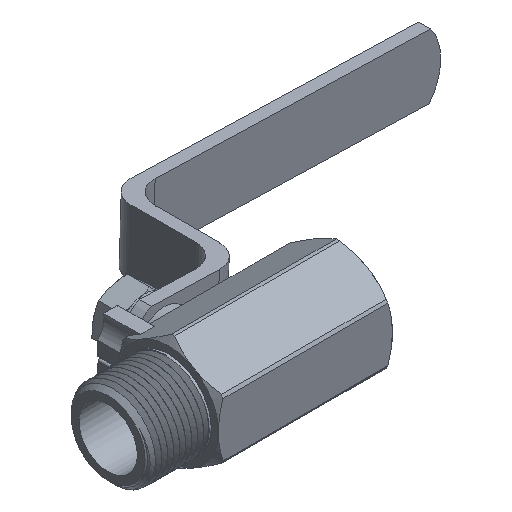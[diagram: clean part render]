
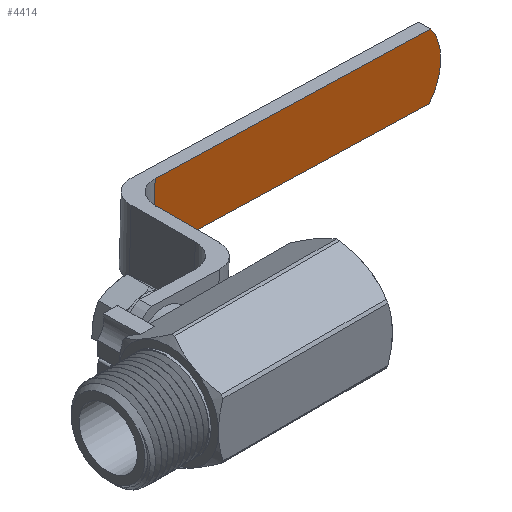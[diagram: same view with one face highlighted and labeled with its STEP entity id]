
A CAD part, isometric view. The second image highlights one B-rep face of the part: STEP entity #4414.
In plain terms, the highlighted planar face has unit normal (0, -1, 0).
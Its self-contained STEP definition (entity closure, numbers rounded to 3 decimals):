
#226=LINE('',#20869,#397);
#240=LINE('',#20912,#411);
#242=LINE('',#20915,#413);
#397=VECTOR('',#5569,1000.);
#411=VECTOR('',#5615,1000.);
#413=VECTOR('',#5619,1000.);
#542=PLANE('',#4770);
#689=CIRCLE('',#4733,13.);
#2223=ORIENTED_EDGE('',*,*,#2904,.F.);
#2224=ORIENTED_EDGE('',*,*,#2952,.F.);
#2225=ORIENTED_EDGE('',*,*,#2928,.T.);
#2226=ORIENTED_EDGE('',*,*,#2950,.T.);
#2904=EDGE_CURVE('',#3412,#3413,#689,.T.);
#2928=EDGE_CURVE('',#3428,#3427,#226,.T.);
#2950=EDGE_CURVE('',#3427,#3413,#240,.T.);
#2952=EDGE_CURVE('',#3428,#3412,#242,.T.);
#3412=VERTEX_POINT('',#20820);
#3413=VERTEX_POINT('',#20821);
#3427=VERTEX_POINT('',#20868);
#3428=VERTEX_POINT('',#20870);
#3907=EDGE_LOOP('',(#2223,#2224,#2225,#2226));
#4153=FACE_BOUND('',#3907,.T.);
#4414=ADVANCED_FACE('',(#4153),#542,.F.);
#4733=AXIS2_PLACEMENT_3D('',#20819,#5515,#5516);
#4770=AXIS2_PLACEMENT_3D('',#20917,#5621,#5622);
#5515=DIRECTION('',(0.,1.,0.));
#5516=DIRECTION('',(-1.,0.,0.03));
#5569=DIRECTION('',(-0.03,0.,-1.));
#5615=DIRECTION('',(1.,0.,-0.03));
#5619=DIRECTION('',(1.,0.,-0.03));
#5621=DIRECTION('',(0.,1.,0.));
#5622=DIRECTION('',(-1.,0.,0.03));
#20819=CARTESIAN_POINT('',(84.049,43.,-2.507));
#20820=CARTESIAN_POINT('',(94.53,43.,5.184));
#20821=CARTESIAN_POINT('',(94.053,43.,-10.809));
#20868=CARTESIAN_POINT('',(25.337,43.,-8.759));
#20869=CARTESIAN_POINT('',(25.814,43.,7.234));
#20870=CARTESIAN_POINT('',(25.814,43.,7.234));
#20912=CARTESIAN_POINT('',(25.337,43.,-8.759));
#20915=CARTESIAN_POINT('',(25.814,43.,7.234));
#20917=CARTESIAN_POINT('',(25.814,43.,7.234));
